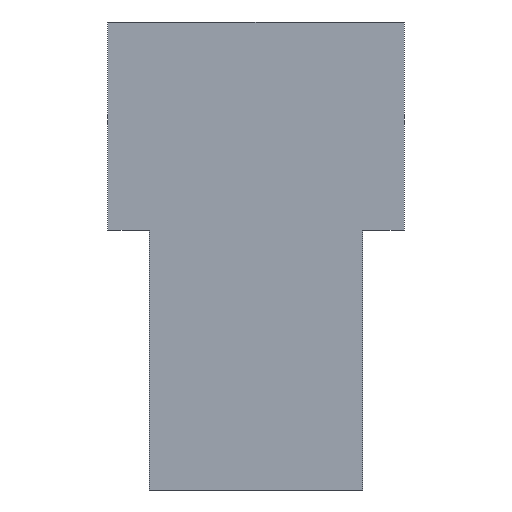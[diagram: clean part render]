
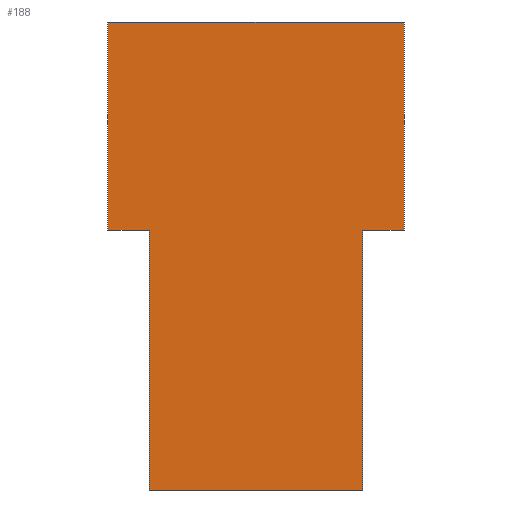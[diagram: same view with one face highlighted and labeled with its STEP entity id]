
A CAD part, left-side view. The second image highlights one B-rep face of the part: STEP entity #188.
In plain terms, the highlighted planar face has unit normal (-1, 0, 0).
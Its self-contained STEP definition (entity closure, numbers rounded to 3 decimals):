
#22=FACE_OUTER_BOUND('',#32,.T.);
#32=EDGE_LOOP('',(#155,#156,#157,#158,#159,#160,#161,#162));
#38=LINE('',#258,#62);
#41=LINE('',#264,#65);
#44=LINE('',#270,#68);
#46=LINE('',#276,#70);
#49=LINE('',#282,#73);
#52=LINE('',#288,#76);
#57=LINE('',#296,#81);
#58=LINE('',#297,#82);
#62=VECTOR('',#210,10.);
#65=VECTOR('',#215,10.);
#68=VECTOR('',#220,10.);
#70=VECTOR('',#224,10.);
#73=VECTOR('',#229,10.);
#76=VECTOR('',#234,10.);
#81=VECTOR('',#243,10.);
#82=VECTOR('',#244,10.);
#84=VERTEX_POINT('',#252);
#86=VERTEX_POINT('',#256);
#88=VERTEX_POINT('',#262);
#90=VERTEX_POINT('',#268);
#91=VERTEX_POINT('',#272);
#93=VERTEX_POINT('',#275);
#95=VERTEX_POINT('',#281);
#97=VERTEX_POINT('',#287);
#102=EDGE_CURVE('',#84,#86,#38,.T.);
#105=EDGE_CURVE('',#88,#86,#41,.T.);
#108=EDGE_CURVE('',#88,#90,#44,.T.);
#110=EDGE_CURVE('',#91,#93,#46,.T.);
#113=EDGE_CURVE('',#93,#95,#49,.T.);
#116=EDGE_CURVE('',#95,#97,#52,.T.);
#121=EDGE_CURVE('',#84,#91,#57,.T.);
#122=EDGE_CURVE('',#97,#90,#58,.T.);
#155=ORIENTED_EDGE('',*,*,#121,.F.);
#156=ORIENTED_EDGE('',*,*,#102,.T.);
#157=ORIENTED_EDGE('',*,*,#105,.F.);
#158=ORIENTED_EDGE('',*,*,#108,.T.);
#159=ORIENTED_EDGE('',*,*,#122,.F.);
#160=ORIENTED_EDGE('',*,*,#116,.F.);
#161=ORIENTED_EDGE('',*,*,#113,.F.);
#162=ORIENTED_EDGE('',*,*,#110,.F.);
#178=PLANE('',#200);
#188=ADVANCED_FACE('',(#22),#178,.T.);
#200=AXIS2_PLACEMENT_3D('',#295,#241,#242);
#210=DIRECTION('',(0.,0.,-1.));
#215=DIRECTION('',(0.,1.,0.));
#220=DIRECTION('',(0.,0.,-1.));
#224=DIRECTION('',(0.,0.,-1.));
#229=DIRECTION('',(0.,1.,0.));
#234=DIRECTION('',(0.,0.,-1.));
#241=DIRECTION('center_axis',(-1.,0.,0.));
#242=DIRECTION('ref_axis',(0.,1.,0.));
#243=DIRECTION('',(0.,-1.,0.));
#244=DIRECTION('',(0.,1.,0.));
#252=CARTESIAN_POINT('',(-0.95,87.85,-10.5));
#256=CARTESIAN_POINT('',(-0.95,87.85,-14.5));
#258=CARTESIAN_POINT('',(-0.95,87.85,-10.5));
#262=CARTESIAN_POINT('',(-0.95,87.05,-14.5));
#264=CARTESIAN_POINT('',(-0.95,87.85,-14.5));
#268=CARTESIAN_POINT('',(-0.95,87.05,-19.5));
#270=CARTESIAN_POINT('',(-0.95,87.05,-10.5));
#272=CARTESIAN_POINT('',(-0.95,82.15,-10.5));
#275=CARTESIAN_POINT('',(-0.95,82.15,-14.5));
#276=CARTESIAN_POINT('',(-0.95,82.15,-10.5));
#281=CARTESIAN_POINT('',(-0.95,82.95,-14.5));
#282=CARTESIAN_POINT('',(-0.95,87.85,-14.5));
#287=CARTESIAN_POINT('',(-0.95,82.95,-19.5));
#288=CARTESIAN_POINT('',(-0.95,82.95,-10.5));
#295=CARTESIAN_POINT('Origin',(-0.95,82.95,-10.5));
#296=CARTESIAN_POINT('',(-0.95,87.05,-10.5));
#297=CARTESIAN_POINT('',(-0.95,87.05,-19.5));
